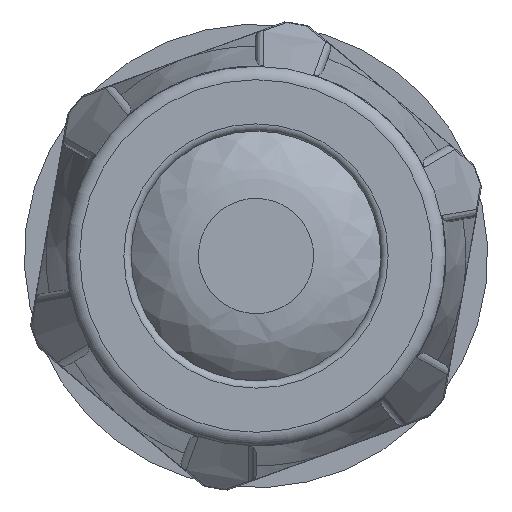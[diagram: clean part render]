
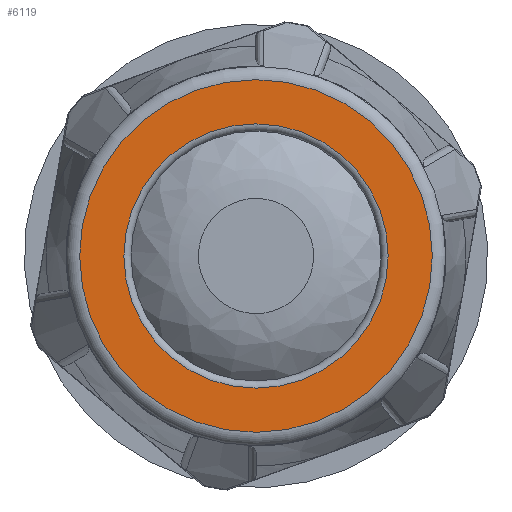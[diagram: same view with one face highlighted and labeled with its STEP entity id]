
A CAD part, left-side view. The second image highlights one B-rep face of the part: STEP entity #6119.
In plain terms, the highlighted planar face has unit normal (-1, 0, 0).
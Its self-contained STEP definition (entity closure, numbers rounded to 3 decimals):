
#319=FACE_BOUND('',#1931,.T.);
#1190=PLANE('',#6886);
#1538=FACE_OUTER_BOUND('',#1930,.T.);
#1930=EDGE_LOOP('',(#5713));
#1931=EDGE_LOOP('',(#5714));
#2322=CIRCLE('',#6885,9.125);
#2323=CIRCLE('',#6887,12.174);
#3083=VERTEX_POINT('',#15546);
#3084=VERTEX_POINT('',#15549);
#3964=EDGE_CURVE('',#3083,#3083,#2322,.T.);
#3965=EDGE_CURVE('',#3084,#3084,#2323,.T.);
#5713=ORIENTED_EDGE('',*,*,#3965,.F.);
#5714=ORIENTED_EDGE('',*,*,#3964,.T.);
#6119=ADVANCED_FACE('',(#1538,#319),#1190,.T.);
#6885=AXIS2_PLACEMENT_3D('',#15547,#8569,#8570);
#6886=AXIS2_PLACEMENT_3D('',#15548,#8571,#8572);
#6887=AXIS2_PLACEMENT_3D('',#15550,#8573,#8574);
#8569=DIRECTION('center_axis',(1.,0.,0.));
#8570=DIRECTION('ref_axis',(0.,0.,-1.));
#8571=DIRECTION('center_axis',(-1.,0.,0.));
#8572=DIRECTION('ref_axis',(0.,0.,1.));
#8573=DIRECTION('center_axis',(1.,0.,0.));
#8574=DIRECTION('ref_axis',(0.,0.,-1.));
#15546=CARTESIAN_POINT('',(-26.06,9.125,0.));
#15547=CARTESIAN_POINT('Origin',(-26.06,0.,0.));
#15548=CARTESIAN_POINT('Origin',(-26.06,12.174,0.));
#15549=CARTESIAN_POINT('',(-26.06,12.174,0.));
#15550=CARTESIAN_POINT('Origin',(-26.06,0.,0.));
